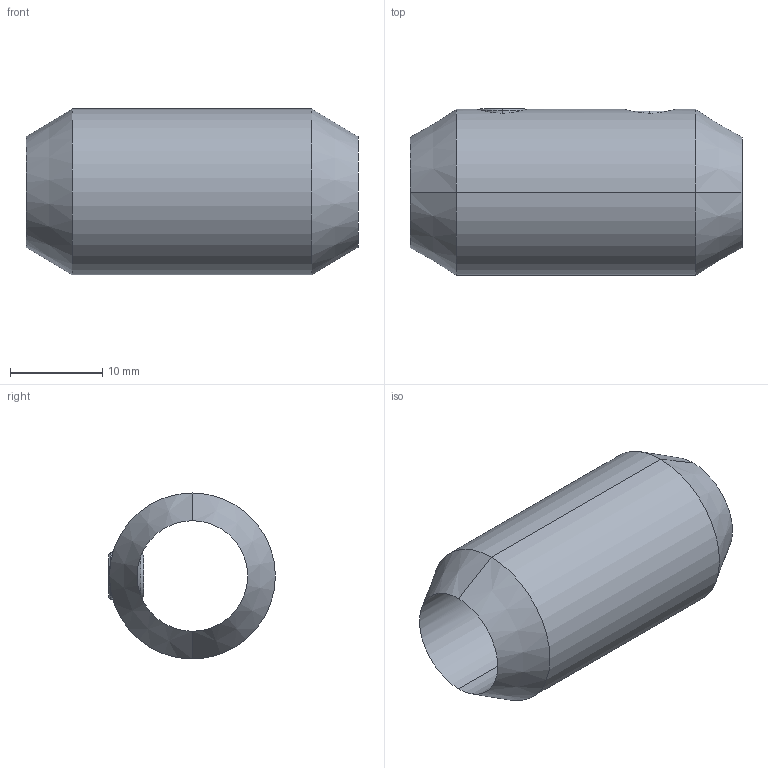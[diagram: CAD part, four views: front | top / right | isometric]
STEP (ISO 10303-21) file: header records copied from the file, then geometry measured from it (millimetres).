
FILE_DESCRIPTION (( 'STEP AP203' ), '1' );
FILE_NAME ('3D_GT3462_12_188734972.STEP', '2024-10-22T07:31:50', ( '' ), ( '' ), 'SwSTEP 2.0', 'SolidWorks 2023', '' );
FILE_SCHEMA (( 'CONFIG_CONTROL_DESIGN' ));
Length unit declared in the file: millimetre
Products named in the file (1): 3D_GT3462_12_188734972
Bounding box: 36 x 18.08 x 18 mm (x, y, z)
Volume: 4316.9 mm3; surface area: 3608.4 mm2
Topology: 3 solids, 3 shells, 46 faces, 102 edges, 62 vertices
Faces by surface type: plane 18, cylinder 12, cone 8, bspline 4, torus 4
Entity records: 4707 total; most frequent: CARTESIAN_POINT 3631, ORIENTED_EDGE 204, DIRECTION 198, EDGE_CURVE 102, AXIS2_PLACEMENT_3D 71, VERTEX_POINT 62, LINE 56, VECTOR 56
